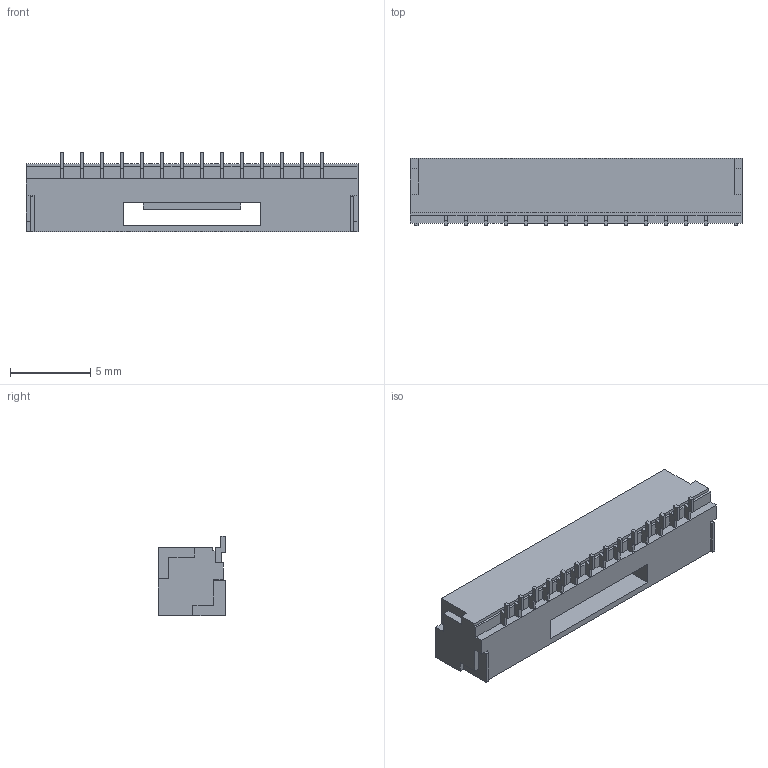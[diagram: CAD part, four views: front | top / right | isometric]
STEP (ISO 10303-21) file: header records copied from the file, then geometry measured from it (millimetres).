
FILE_DESCRIPTION (( 'STEP AP214' ), '1' );
FILE_NAME ('BM14B-GHS.STEP', '2010-06-16T07:21:36', ( ' ' ), ( ' ' ), 'SwSTEP 2.0', 'SolidWorks 2005235', '' );
FILE_SCHEMA (( 'AUTOMOTIVE_DESIGN' ));
Length unit declared in the file: millimetre
Products named in the file (1): BM14B-GHS
Bounding box: 20.75 x 4.2 x 4.95 mm (x, y, z)
Volume: 221.9 mm3; surface area: 578.2 mm2
Topology: 1 solids, 1 shells, 196 faces, 546 edges, 354 vertices
Faces by surface type: plane 196
Entity records: 8293 total; most frequent: CARTESIAN_POINT 1097, ORIENTED_EDGE 1092, DIRECTION 940, EDGE_CURVE 546, LINE 546, VECTOR 546, VERTEX_POINT 354, EDGE_LOOP 200
